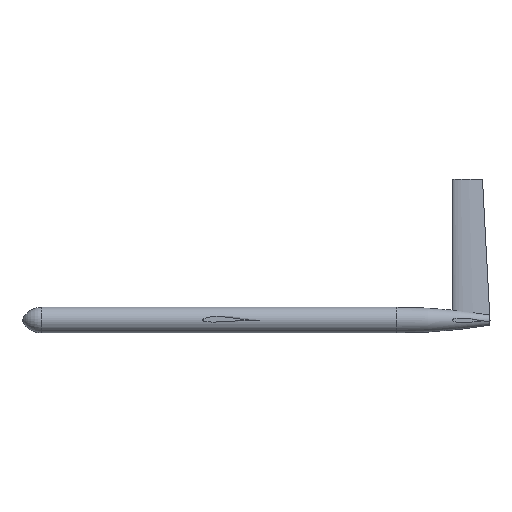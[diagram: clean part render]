
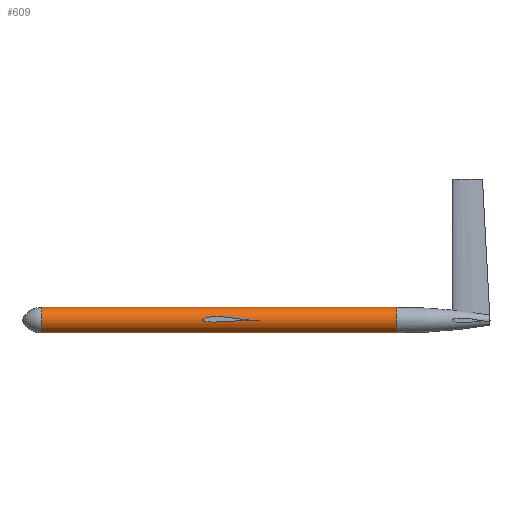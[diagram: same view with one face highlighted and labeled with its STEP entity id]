
A CAD part, front view. The second image highlights one B-rep face of the part: STEP entity #609.
In plain terms, the highlighted cylindrical face has radius 177.8 mm (diameter 355.6 mm), a partial arc.
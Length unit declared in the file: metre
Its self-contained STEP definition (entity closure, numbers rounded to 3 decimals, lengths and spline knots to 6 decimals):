
#185 = DIRECTION ( 'NONE',  ( -1., 0., 0. ) ) ;
#186 = VERTEX_POINT ( 'NONE', #1618 ) ;
#222 = CARTESIAN_POINT ( 'NONE',  ( 5.18, 0., 0.1778 ) ) ;
#238 = EDGE_LOOP ( 'NONE', ( #1142, #2146, #2465, #522 ) ) ;
#289 = VECTOR ( 'NONE', #779, 1. ) ;
#350 = DIRECTION ( 'NONE',  ( 0., 0., 1. ) ) ;
#441 = CARTESIAN_POINT ( 'NONE',  ( 0., 0., -0.1778 ) ) ;
#467 = EDGE_CURVE ( 'NONE', #2877, #186, #1030, .T. ) ;
#522 = ORIENTED_EDGE ( 'NONE', *, *, #467, .F. ) ;
#587 = AXIS2_PLACEMENT_3D ( 'NONE', #629, #2535, #1343 ) ;
#609 = ADVANCED_FACE ( 'NONE', ( #1166 ), #855, .T. ) ;
#629 = CARTESIAN_POINT ( 'NONE',  ( 0., 0., 0. ) ) ;
#720 = CARTESIAN_POINT ( 'NONE',  ( 0.27, 0., 0. ) ) ;
#779 = DIRECTION ( 'NONE',  ( -1., 0., 0. ) ) ;
#843 = CARTESIAN_POINT ( 'NONE',  ( 5.18, 0., -0.1778 ) ) ;
#855 = CYLINDRICAL_SURFACE ( 'NONE', #587, 0.1778 ) ;
#1030 = CIRCLE ( 'NONE', #2531, 0.1778 ) ;
#1123 = CARTESIAN_POINT ( 'NONE',  ( 0.27, 0., -0.1778 ) ) ;
#1129 = CIRCLE ( 'NONE', #1532, 0.1778 ) ;
#1142 = ORIENTED_EDGE ( 'NONE', *, *, #1335, .F. ) ;
#1146 = EDGE_CURVE ( 'NONE', #1653, #186, #1965, .T. ) ;
#1166 = FACE_OUTER_BOUND ( 'NONE', #238, .T. ) ;
#1312 = DIRECTION ( 'NONE',  ( -1., 0., 0. ) ) ;
#1329 = VECTOR ( 'NONE', #185, 1. ) ;
#1335 = EDGE_CURVE ( 'NONE', #2097, #2877, #1361, .T. ) ;
#1343 = DIRECTION ( 'NONE',  ( 0., 0., 1. ) ) ;
#1361 = LINE ( 'NONE', #441, #1329 ) ;
#1532 = AXIS2_PLACEMENT_3D ( 'NONE', #2326, #2553, #2567 ) ;
#1618 = CARTESIAN_POINT ( 'NONE',  ( 0.27, 0., 0.1778 ) ) ;
#1653 = VERTEX_POINT ( 'NONE', #222 ) ;
#1965 = LINE ( 'NONE', #2933, #289 ) ;
#2097 = VERTEX_POINT ( 'NONE', #843 ) ;
#2146 = ORIENTED_EDGE ( 'NONE', *, *, #2224, .T. ) ;
#2224 = EDGE_CURVE ( 'NONE', #2097, #1653, #1129, .T. ) ;
#2326 = CARTESIAN_POINT ( 'NONE',  ( 5.18, 0., 0. ) ) ;
#2465 = ORIENTED_EDGE ( 'NONE', *, *, #1146, .T. ) ;
#2531 = AXIS2_PLACEMENT_3D ( 'NONE', #720, #1312, #350 ) ;
#2535 = DIRECTION ( 'NONE',  ( -1., 0., 0. ) ) ;
#2553 = DIRECTION ( 'NONE',  ( -1., 0., 0. ) ) ;
#2567 = DIRECTION ( 'NONE',  ( 0., 0., 1. ) ) ;
#2877 = VERTEX_POINT ( 'NONE', #1123 ) ;
#2933 = CARTESIAN_POINT ( 'NONE',  ( 0., 0., 0.1778 ) ) ;
